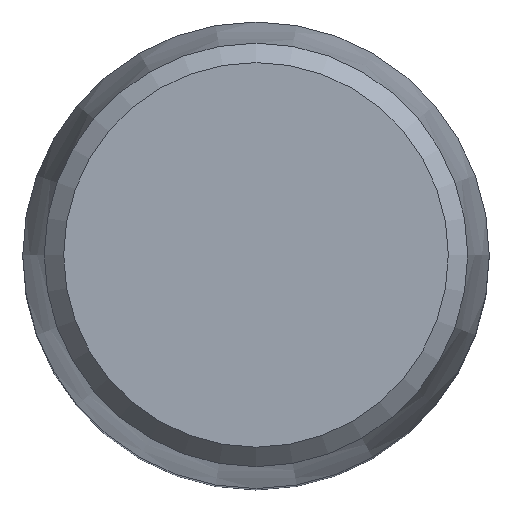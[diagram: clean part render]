
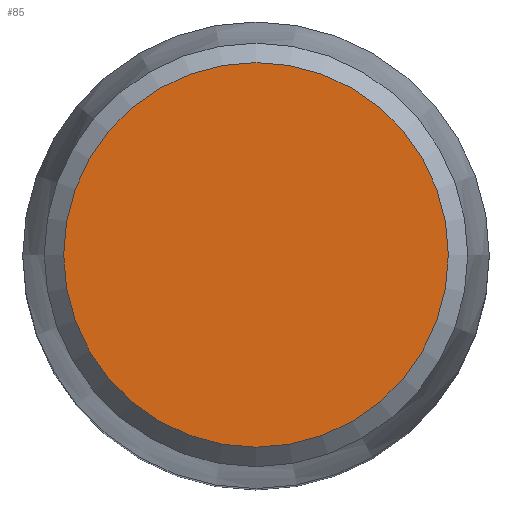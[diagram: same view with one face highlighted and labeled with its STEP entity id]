
A CAD part, top view. The second image highlights one B-rep face of the part: STEP entity #85.
In plain terms, the highlighted planar face has unit normal (0, 0, 1).
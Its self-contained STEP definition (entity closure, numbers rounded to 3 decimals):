
#51=PLANE('',#677);
#61=FACE_OUTER_BOUND('',#133,.T.);
#85=ADVANCED_FACE('',(#61),#51,.F.);
#133=EDGE_LOOP('',(#199));
#199=ORIENTED_EDGE('',*,*,#259,.T.);
#226=VERTEX_POINT('',#955);
#259=EDGE_CURVE('',#226,#226,#272,.T.);
#272=CIRCLE('',#676,3.365);
#676=AXIS2_PLACEMENT_3D('',#954,#804,#805);
#677=AXIS2_PLACEMENT_3D('',#956,#806,#807);
#804=DIRECTION('',(0.,0.,1.));
#805=DIRECTION('',(-1.,0.,0.));
#806=DIRECTION('',(0.,0.,-1.));
#807=DIRECTION('',(-1.,0.,0.));
#954=CARTESIAN_POINT('',(0.,0.,70.2));
#955=CARTESIAN_POINT('',(-3.365,0.,70.2));
#956=CARTESIAN_POINT('',(-10.5,0.,70.2));
